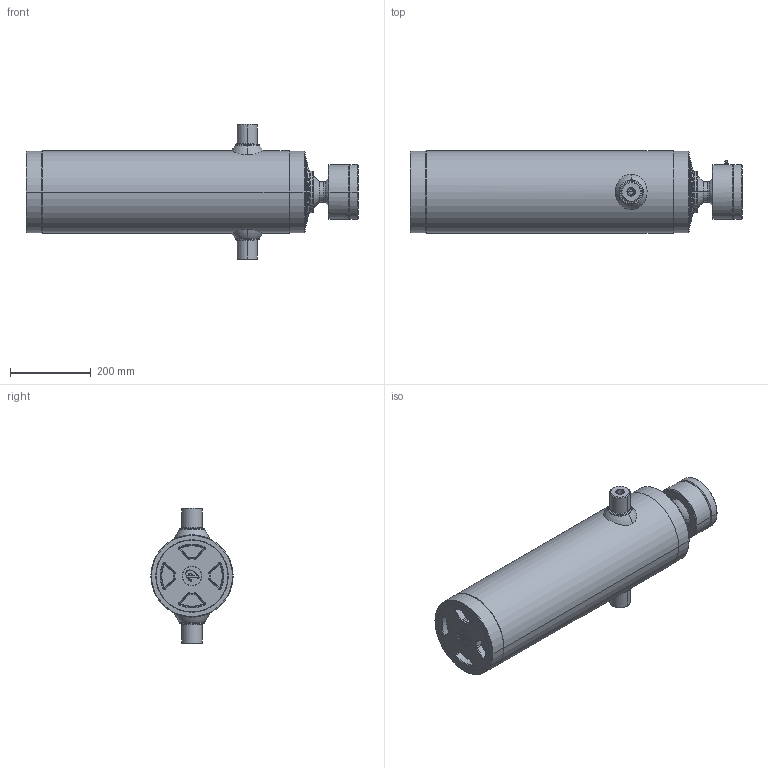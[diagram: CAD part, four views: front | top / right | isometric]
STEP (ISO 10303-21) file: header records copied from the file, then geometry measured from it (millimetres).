
FILE_DESCRIPTION (( 'STEP AP203' ), '1' );
FILE_NAME ('425.IR.STEP', '2014-10-22T13:39:58', ( '' ), ( '' ), 'SwSTEP 2.0', 'SolidWorks 2013', '' );
FILE_SCHEMA (( 'CONFIG_CONTROL_DESIGN' ));
Length unit declared in the file: millimetre
Products named in the file (1): 425.IR
Bounding box: 824 x 204 x 337 mm (x, y, z)
Surface area: 1680867.1 mm2 (no closed solid volume)
Topology: 0 solids, 25 shells, 291 faces, 763 edges, 492 vertices
Faces by surface type: cylinder 79, cone 79, torus 78, plane 45, bspline 6, sphere 4
Entity records: 10586 total; most frequent: CARTESIAN_POINT 3244, DIRECTION 1734, ORIENTED_EDGE 1308, EDGE_CURVE 758, AXIS2_PLACEMENT_3D 742, VERTEX_POINT 489, CIRCLE 456, EDGE_LOOP 313
